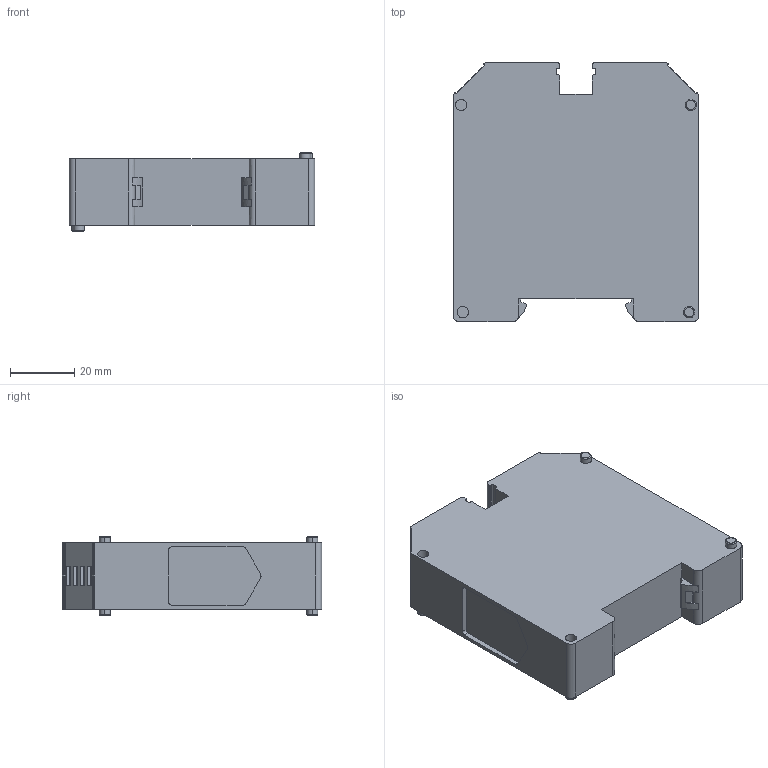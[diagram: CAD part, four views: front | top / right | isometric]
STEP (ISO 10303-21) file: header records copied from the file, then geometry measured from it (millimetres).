
FILE_DESCRIPTION(/* description */ (''),/* implementation_level */ '2;1');
FILE_NAME(/* name */ '17161_SRK_70_2A.stp',/* time_stamp */ '2022-02-10T16:29:17+01:00',/* author */ (''),/* organization */ (''),/* preprocessor_version */ 'ST-DEVELOPER v16.7',/* originating_system */ 'SIEMENS PLM Software NX 12.0',/* authorisation */ '');
FILE_SCHEMA (('AUTOMOTIVE_DESIGN { 1 0 10303 214 3 1 1 1 }'));
Length unit declared in the file: millimetre
Products named in the file (1): 17161_SRK_70_2A
Bounding box: 76.3 x 80.65 x 24.3 mm (x, y, z)
Volume: 114862.2 mm3; surface area: 18905.9 mm2
Topology: 1 solids, 1 shells, 178 faces, 464 edges, 308 vertices
Faces by surface type: plane 114, cylinder 56, torus 8
Full cylindrical faces by diameter (mm): 3.5 x4
Entity records: 5649 total; most frequent: DIRECTION 954, CARTESIAN_POINT 939, ORIENTED_EDGE 912, EDGE_CURVE 456, AXIS2_PLACEMENT_3D 319, LINE 316, VECTOR 316, VERTEX_POINT 304
